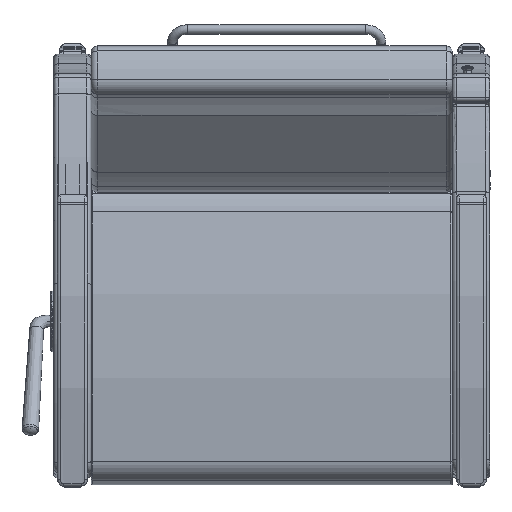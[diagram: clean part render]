
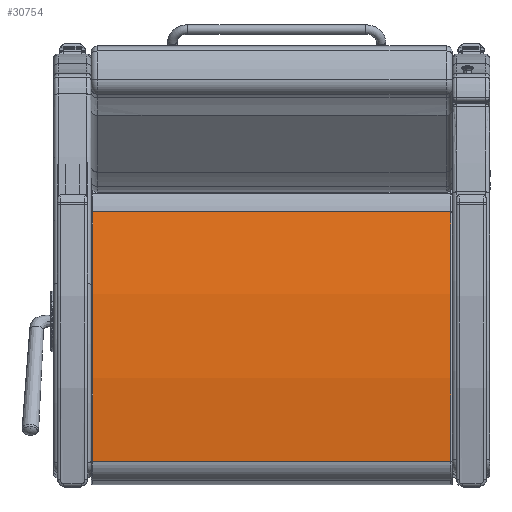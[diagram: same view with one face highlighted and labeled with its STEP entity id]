
A CAD part, front view. The second image highlights one B-rep face of the part: STEP entity #30754.
In plain terms, the highlighted free-form (B-spline) face has degree [3, 1] with [18, 2] control points.
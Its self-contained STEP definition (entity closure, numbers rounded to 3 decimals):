
#1905=ELLIPSE('',#34663,60.304,60.25);
#1907=ELLIPSE('',#34685,60.304,60.25);
#1951=B_SPLINE_SURFACE_WITH_KNOTS('',3,1,((#67842,#67843),(#67844,#67845),
(#67846,#67847),(#67848,#67849),(#67850,#67851),(#67852,#67853),(#67854,
#67855),(#67856,#67857),(#67858,#67859),(#67860,#67861),(#67862,#67863),
(#67864,#67865),(#67866,#67867),(#67868,#67869),(#67870,#67871),(#67872,
#67873),(#67874,#67875),(#67876,#67877)),.UNSPECIFIED.,.F.,.F.,.F.,(4,1,
1,1,1,1,1,1,1,1,1,1,1,1,1,4),(2,2),(-1.696,-1.668,
-1.64,-1.626,-1.599,-1.585,
-1.557,-1.543,-1.515,-1.501,-1.473,
-1.459,-1.431,-1.418,-1.39,
-1.362),(0.,110.49),.UNSPECIFIED.);
#4732=FACE_OUTER_BOUND('',#6732,.T.);
#6732=EDGE_LOOP('',(#28234,#28235,#28236,#28237));
#8928=LINE('',#67840,#11121);
#8929=LINE('',#67879,#11122);
#11121=VECTOR('',#43766,0.394);
#11122=VECTOR('',#43769,0.394);
#15706=VERTEX_POINT('',#67471);
#15707=VERTEX_POINT('',#67472);
#15726=VERTEX_POINT('',#67839);
#15727=VERTEX_POINT('',#67878);
#20051=EDGE_CURVE('',#15706,#15707,#1905,.T.);
#20080=EDGE_CURVE('',#15726,#15707,#8928,.T.);
#20082=EDGE_CURVE('',#15727,#15706,#8929,.T.);
#20083=EDGE_CURVE('',#15726,#15727,#1907,.T.);
#28234=ORIENTED_EDGE('',*,*,#20051,.F.);
#28235=ORIENTED_EDGE('',*,*,#20082,.F.);
#28236=ORIENTED_EDGE('',*,*,#20083,.F.);
#28237=ORIENTED_EDGE('',*,*,#20080,.T.);
#30754=ADVANCED_FACE('',(#4732),#1951,.T.);
#34663=AXIS2_PLACEMENT_3D('',#67473,#43715,#43716);
#34685=AXIS2_PLACEMENT_3D('',#67880,#43770,#43771);
#43715=DIRECTION('center_axis',(0.,0.,
-1.));
#43716=DIRECTION('ref_axis',(1.,0.,0.));
#43766=DIRECTION('',(0.,0.,-1.));
#43769=DIRECTION('',(0.,0.,-1.));
#43770=DIRECTION('center_axis',(0.,0.,1.));
#43771=DIRECTION('ref_axis',(1.,0.,0.));
#67471=CARTESIAN_POINT('',(3.609,-1.684,0.124));
#67472=CARTESIAN_POINT('',(23.658,-2.523,0.124));
#67473=CARTESIAN_POINT('Origin',(11.145,-61.462,0.124));
#67839=CARTESIAN_POINT('',(23.658,-2.523,28.876));
#67840=CARTESIAN_POINT('',(23.658,-2.523,29.));
#67842=CARTESIAN_POINT('Ctrl Pts',(3.609,-1.684,29.));
#67843=CARTESIAN_POINT('Ctrl Pts',(3.609,-1.684,-14.5));
#67844=CARTESIAN_POINT('Ctrl Pts',(4.165,-1.614,29.));
#67845=CARTESIAN_POINT('Ctrl Pts',(4.165,-1.614,-14.5));
#67846=CARTESIAN_POINT('Ctrl Pts',(5.278,-1.49,29.));
#67847=CARTESIAN_POINT('Ctrl Pts',(5.278,-1.49,-14.5));
#67848=CARTESIAN_POINT('Ctrl Pts',(6.673,-1.373,29.));
#67849=CARTESIAN_POINT('Ctrl Pts',(6.673,-1.373,-14.5));
#67850=CARTESIAN_POINT('Ctrl Pts',(8.071,-1.285,29.));
#67851=CARTESIAN_POINT('Ctrl Pts',(8.071,-1.285,-14.5));
#67852=CARTESIAN_POINT('Ctrl Pts',(9.19,-1.239,29.));
#67853=CARTESIAN_POINT('Ctrl Pts',(9.19,-1.239,-14.5));
#67854=CARTESIAN_POINT('Ctrl Pts',(10.59,-1.21,29.));
#67855=CARTESIAN_POINT('Ctrl Pts',(10.59,-1.21,-14.5));
#67856=CARTESIAN_POINT('Ctrl Pts',(11.71,-1.21,29.));
#67857=CARTESIAN_POINT('Ctrl Pts',(11.71,-1.21,-14.5));
#67858=CARTESIAN_POINT('Ctrl Pts',(13.11,-1.239,29.));
#67859=CARTESIAN_POINT('Ctrl Pts',(13.11,-1.239,-14.5));
#67860=CARTESIAN_POINT('Ctrl Pts',(14.229,-1.286,29.));
#67861=CARTESIAN_POINT('Ctrl Pts',(14.229,-1.286,-14.5));
#67862=CARTESIAN_POINT('Ctrl Pts',(15.626,-1.374,29.));
#67863=CARTESIAN_POINT('Ctrl Pts',(15.626,-1.374,-14.5));
#67864=CARTESIAN_POINT('Ctrl Pts',(16.742,-1.467,29.));
#67865=CARTESIAN_POINT('Ctrl Pts',(16.742,-1.467,-14.5));
#67866=CARTESIAN_POINT('Ctrl Pts',(18.135,-1.613,29.));
#67867=CARTESIAN_POINT('Ctrl Pts',(18.135,-1.613,-14.5));
#67868=CARTESIAN_POINT('Ctrl Pts',(19.246,-1.753,29.));
#67869=CARTESIAN_POINT('Ctrl Pts',(19.246,-1.753,-14.5));
#67870=CARTESIAN_POINT('Ctrl Pts',(20.631,-1.957,29.));
#67871=CARTESIAN_POINT('Ctrl Pts',(20.631,-1.957,-14.5));
#67872=CARTESIAN_POINT('Ctrl Pts',(22.012,-2.19,29.));
#67873=CARTESIAN_POINT('Ctrl Pts',(22.012,-2.19,-14.5));
#67874=CARTESIAN_POINT('Ctrl Pts',(23.111,-2.407,29.));
#67875=CARTESIAN_POINT('Ctrl Pts',(23.111,-2.407,-14.5));
#67876=CARTESIAN_POINT('Ctrl Pts',(23.658,-2.523,29.));
#67877=CARTESIAN_POINT('Ctrl Pts',(23.658,-2.523,-14.5));
#67878=CARTESIAN_POINT('',(3.609,-1.684,28.876));
#67879=CARTESIAN_POINT('',(3.609,-1.684,29.));
#67880=CARTESIAN_POINT('Origin',(11.145,-61.462,28.876));
